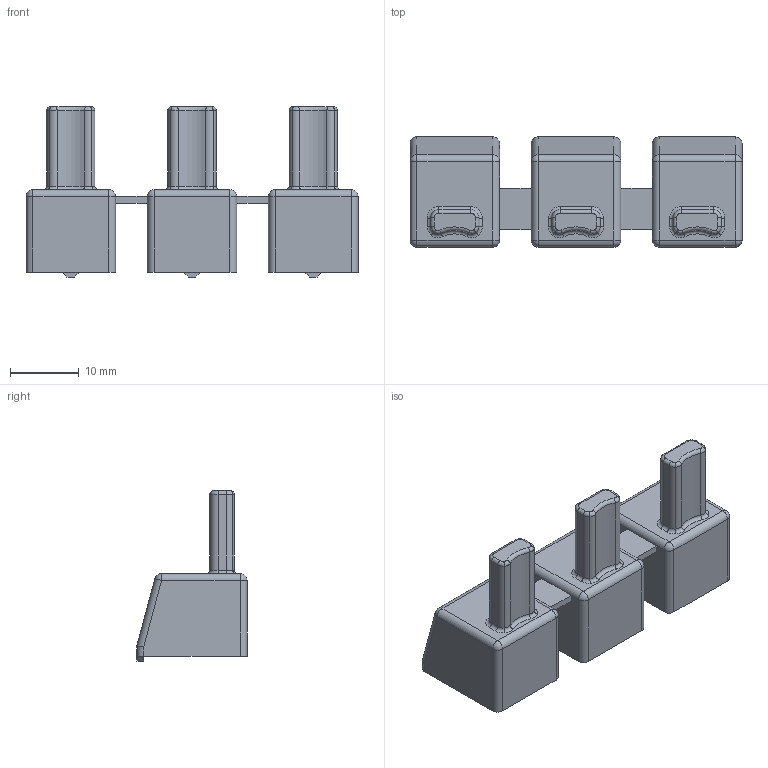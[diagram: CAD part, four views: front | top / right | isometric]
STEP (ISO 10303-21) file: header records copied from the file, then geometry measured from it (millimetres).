
FILE_DESCRIPTION(/* description */ ('1100 Series MCB Accessories,Protective Shroud, for 3 Unused Pins of UL489 Bus bars'),/* implementation_level */ '2;1');
FILE_NAME(/* name */ '1100-B2MPS.stp',/* time_stamp */ '2021-02-09T15:49:26+05:00',/* author */ ('Suhas'),/* organization */ (''),/* preprocessor_version */ 'ST-DEVELOPER v18.1',/* originating_system */ 'Autodesk Inventor 2021',/* authorisation */ '');
FILE_SCHEMA (('AUTOMOTIVE_DESIGN { 1 0 10303 214 3 1 1 }'));
Length unit declared in the file: millimetre
Products named in the file (1): 11C90017X01
Bounding box: 48.2 x 16 x 24.7 mm (x, y, z)
Volume: 3034.3 mm3; surface area: 5350.5 mm2
Topology: 1 solids, 4 shells, 254 faces, 610 edges, 352 vertices
Faces by surface type: cylinder 99, plane 80, torus 57, sphere 12, bspline 6
Entity records: 7513 total; most frequent: DIRECTION 1387, CARTESIAN_POINT 1253, ORIENTED_EDGE 1196, EDGE_CURVE 598, AXIS2_PLACEMENT_3D 540, VERTEX_POINT 352, LINE 307, VECTOR 307
